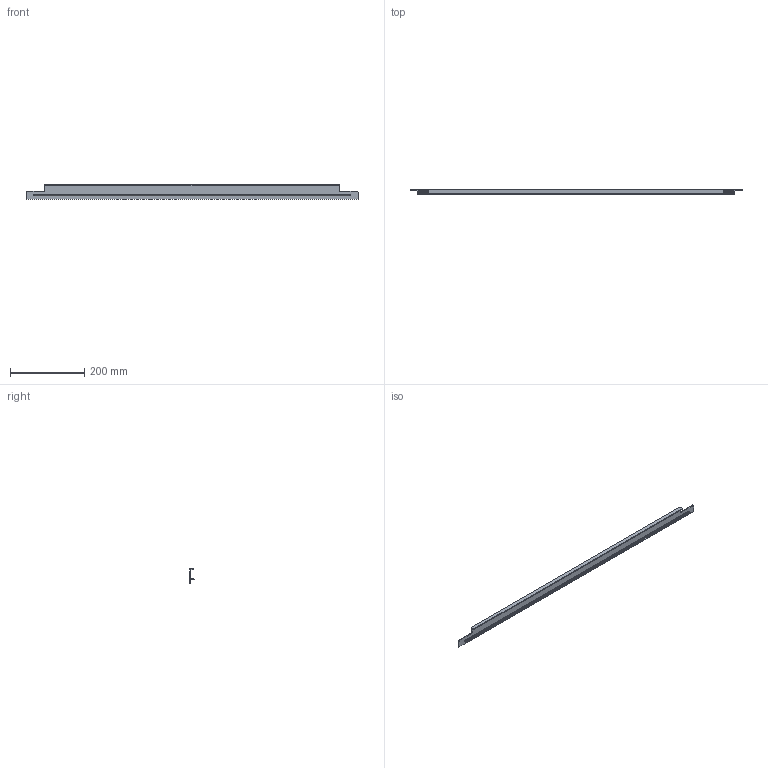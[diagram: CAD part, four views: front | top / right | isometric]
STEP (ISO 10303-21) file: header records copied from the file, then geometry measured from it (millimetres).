
FILE_DESCRIPTION (( 'STEP AP214' ), '1' );
FILE_NAME ('F001455,F001465,F001475,F001485_3D.step', '2022-06-10T06:59:07', ( '' ), ( '' ), 'SwSTEP 2.0', 'SolidWorks 2020', '' );
FILE_SCHEMA (( 'AUTOMOTIVE_DESIGN' ));
Length unit declared in the file: millimetre
Products named in the file (1): F001455,F001465,F001475,F001485_3D
Bounding box: 896 x 12.08 x 38.5 mm (x, y, z)
Volume: 124806.7 mm3; surface area: 105614.7 mm2
Topology: 1 solids, 1 shells, 58 faces, 169 edges, 108 vertices
Faces by surface type: plane 40, cylinder 14, bspline 2, cone 2
Entity records: 1981 total; most frequent: CARTESIAN_POINT 542, ORIENTED_EDGE 334, DIRECTION 253, EDGE_CURVE 167, LINE 111, VECTOR 111, VERTEX_POINT 108, AXIS2_PLACEMENT_3D 71
